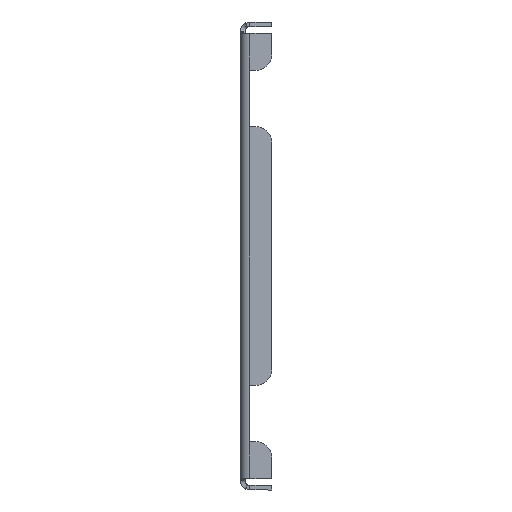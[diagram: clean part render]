
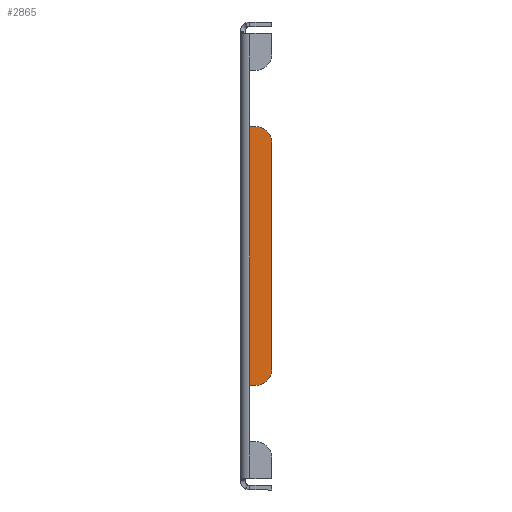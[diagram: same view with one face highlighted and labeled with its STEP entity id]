
A CAD part, left-side view. The second image highlights one B-rep face of the part: STEP entity #2865.
In plain terms, the highlighted planar face has unit normal (-1, 0, 0).
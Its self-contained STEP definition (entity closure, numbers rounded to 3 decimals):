
#28 = EDGE_CURVE ( 'NONE', #3212, #2207, #221, .T. ) ;
#62 = DIRECTION ( 'NONE',  ( 0., -1., 0. ) ) ;
#153 = CARTESIAN_POINT ( 'NONE',  ( -223.5, 220.693, -41.5 ) ) ;
#164 = EDGE_CURVE ( 'NONE', #516, #3700, #267, .T. ) ;
#176 = EDGE_CURVE ( 'NONE', #516, #1066, #2516, .T. ) ;
#221 = LINE ( 'NONE', #550, #3654 ) ;
#232 = DIRECTION ( 'NONE',  ( -1., 0., 0. ) ) ;
#255 = VECTOR ( 'NONE', #2320, 1000. ) ;
#267 = CIRCLE ( 'NONE', #992, 5. ) ;
#329 = VECTOR ( 'NONE', #1926, 1000. ) ;
#507 = LINE ( 'NONE', #1092, #255 ) ;
#516 = VERTEX_POINT ( 'NONE', #2881 ) ;
#539 = ORIENTED_EDGE ( 'NONE', *, *, #176, .F. ) ;
#549 = ORIENTED_EDGE ( 'NONE', *, *, #28, .T. ) ;
#550 = CARTESIAN_POINT ( 'NONE',  ( -223.5, -3., 0. ) ) ;
#640 = CARTESIAN_POINT ( 'NONE',  ( -223.5, -5., -41.5 ) ) ;
#658 = CARTESIAN_POINT ( 'NONE',  ( -223.5, -5., -36.5 ) ) ;
#667 = DIRECTION ( 'NONE',  ( 0., -1., 0. ) ) ;
#668 = VECTOR ( 'NONE', #1741, 1000. ) ;
#689 = CARTESIAN_POINT ( 'NONE',  ( -223.5, -10., -71.346 ) ) ;
#810 = LINE ( 'NONE', #153, #668 ) ;
#839 = CARTESIAN_POINT ( 'NONE',  ( -223.5, -10., -36.5 ) ) ;
#850 = CARTESIAN_POINT ( 'NONE',  ( -223.5, 220.693, 0. ) ) ;
#992 = AXIS2_PLACEMENT_3D ( 'NONE', #3124, #2227, #667 ) ;
#1066 = VERTEX_POINT ( 'NONE', #839 ) ;
#1092 = CARTESIAN_POINT ( 'NONE',  ( -223.5, 220.693, 41.5 ) ) ;
#1148 = EDGE_CURVE ( 'NONE', #3212, #3700, #507, .T. ) ;
#1296 = EDGE_CURVE ( 'NONE', #2798, #1066, #2292, .T. ) ;
#1741 = DIRECTION ( 'NONE',  ( 0., 1., 0. ) ) ;
#1780 = DIRECTION ( 'NONE',  ( 0., 0., 1. ) ) ;
#1926 = DIRECTION ( 'NONE',  ( 0., 0., -1. ) ) ;
#1966 = CARTESIAN_POINT ( 'NONE',  ( -223.5, -3., 41.5 ) ) ;
#1988 = EDGE_LOOP ( 'NONE', ( #539, #3988, #2470, #549, #3030, #3782 ) ) ;
#2044 = CARTESIAN_POINT ( 'NONE',  ( -223.5, -5., 41.5 ) ) ;
#2207 = VERTEX_POINT ( 'NONE', #3534 ) ;
#2227 = DIRECTION ( 'NONE',  ( -1., 0., 0. ) ) ;
#2292 = CIRCLE ( 'NONE', #3340, 5. ) ;
#2320 = DIRECTION ( 'NONE',  ( 0., -1., 0. ) ) ;
#2390 = FACE_OUTER_BOUND ( 'NONE', #1988, .T. ) ;
#2397 = DIRECTION ( 'NONE',  ( 0., 0., -1. ) ) ;
#2470 = ORIENTED_EDGE ( 'NONE', *, *, #1148, .F. ) ;
#2516 = LINE ( 'NONE', #689, #329 ) ;
#2798 = VERTEX_POINT ( 'NONE', #640 ) ;
#2837 = DIRECTION ( 'NONE',  ( -1., 0., 0. ) ) ;
#2865 = ADVANCED_FACE ( 'NONE', ( #2390 ), #3629, .T. ) ;
#2881 = CARTESIAN_POINT ( 'NONE',  ( -223.5, -10., 36.5 ) ) ;
#3030 = ORIENTED_EDGE ( 'NONE', *, *, #3287, .F. ) ;
#3124 = CARTESIAN_POINT ( 'NONE',  ( -223.5, -5., 36.5 ) ) ;
#3212 = VERTEX_POINT ( 'NONE', #1966 ) ;
#3287 = EDGE_CURVE ( 'NONE', #2798, #2207, #810, .T. ) ;
#3340 = AXIS2_PLACEMENT_3D ( 'NONE', #658, #2837, #62 ) ;
#3464 = AXIS2_PLACEMENT_3D ( 'NONE', #850, #232, #1780 ) ;
#3534 = CARTESIAN_POINT ( 'NONE',  ( -223.5, -3., -41.5 ) ) ;
#3629 = PLANE ( 'NONE',  #3464 ) ;
#3654 = VECTOR ( 'NONE', #2397, 1000. ) ;
#3700 = VERTEX_POINT ( 'NONE', #2044 ) ;
#3782 = ORIENTED_EDGE ( 'NONE', *, *, #1296, .T. ) ;
#3988 = ORIENTED_EDGE ( 'NONE', *, *, #164, .T. ) ;
